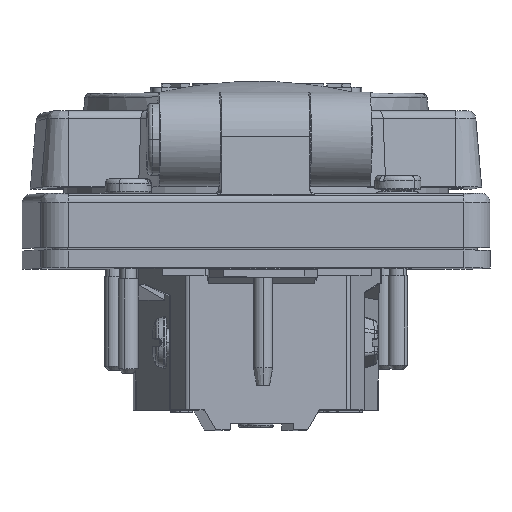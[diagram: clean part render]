
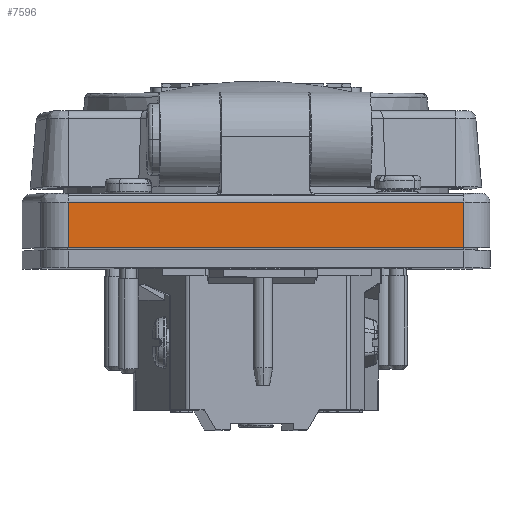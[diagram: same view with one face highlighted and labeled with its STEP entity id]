
A CAD part, top view. The second image highlights one B-rep face of the part: STEP entity #7596.
In plain terms, the highlighted planar face has unit normal (0.03, 0, 1).
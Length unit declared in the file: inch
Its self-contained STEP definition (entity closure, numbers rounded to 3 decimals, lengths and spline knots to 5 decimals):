
#1912 = VECTOR ( 'NONE', #34833, 39.37008 ) ;
#3299 = FACE_OUTER_BOUND ( 'NONE', #75071, .T. ) ;
#4389 = CARTESIAN_POINT ( 'NONE',  ( 25.17185, 37.91437, 53.42556 ) ) ;
#6679 = CARTESIAN_POINT ( 'NONE',  ( 22.4221, 37.60137, 53.50862 ) ) ;
#7596 = ADVANCED_FACE ( 'NONE', ( #3299 ), #65300, .F. ) ;
#10044 = ORIENTED_EDGE ( 'NONE', *, *, #57978, .F. ) ;
#10670 = CARTESIAN_POINT ( 'NONE',  ( 22.4221, 37.60137, 53.50862 ) ) ;
#11254 = LINE ( 'NONE', #38995, #42682 ) ;
#11583 = CARTESIAN_POINT ( 'NONE',  ( 22.4221, 37.60137, 53.50862 ) ) ;
#11634 = CARTESIAN_POINT ( 'NONE',  ( 22.4221, 37.60137, 53.50862 ) ) ;
#15133 = VERTEX_POINT ( 'NONE', #80941 ) ;
#15464 = VECTOR ( 'NONE', #33313, 39.37008 ) ;
#17801 = DIRECTION ( 'NONE',  ( -0.03, 0., -1. ) ) ;
#19129 = ORIENTED_EDGE ( 'NONE', *, *, #19892, .F. ) ;
#19478 = DIRECTION ( 'NONE',  ( 0., 1., 0. ) ) ;
#19892 = EDGE_CURVE ( 'NONE', #71905, #74557, #79279, .T. ) ;
#20967 = LINE ( 'NONE', #61439, #15464 ) ;
#24481 = DIRECTION ( 'NONE',  ( 1., 0., -0.03 ) ) ;
#25849 = VECTOR ( 'NONE', #19478, 39.37008 ) ;
#30574 = DIRECTION ( 'NONE',  ( 0., -1., 0. ) ) ;
#33313 = DIRECTION ( 'NONE',  ( 0., -1., 0. ) ) ;
#33418 = VERTEX_POINT ( 'NONE', #4389 ) ;
#34833 = DIRECTION ( 'NONE',  ( -1., 0., 0.03 ) ) ;
#38995 = CARTESIAN_POINT ( 'NONE',  ( 22.4221, 37.91437, 53.50862 ) ) ;
#42682 = VECTOR ( 'NONE', #24481, 39.37008 ) ;
#53023 = EDGE_CURVE ( 'NONE', #74557, #33418, #11254, .T. ) ;
#57978 = EDGE_CURVE ( 'NONE', #33418, #15133, #20967, .T. ) ;
#58833 = CARTESIAN_POINT ( 'NONE',  ( 22.4221, 37.91437, 53.50862 ) ) ;
#59828 = ORIENTED_EDGE ( 'NONE', *, *, #61956, .F. ) ;
#61038 = AXIS2_PLACEMENT_3D ( 'NONE', #11634, #17801, #30574 ) ;
#61439 = CARTESIAN_POINT ( 'NONE',  ( 25.17185, 37.60137, 53.42556 ) ) ;
#61956 = EDGE_CURVE ( 'NONE', #15133, #71905, #74370, .T. ) ;
#65300 = PLANE ( 'NONE',  #61038 ) ;
#71905 = VERTEX_POINT ( 'NONE', #10670 ) ;
#74370 = LINE ( 'NONE', #6679, #1912 ) ;
#74557 = VERTEX_POINT ( 'NONE', #58833 ) ;
#75071 = EDGE_LOOP ( 'NONE', ( #59828, #10044, #83211, #19129 ) ) ;
#79279 = LINE ( 'NONE', #11583, #25849 ) ;
#80941 = CARTESIAN_POINT ( 'NONE',  ( 25.17185, 37.60137, 53.42556 ) ) ;
#83211 = ORIENTED_EDGE ( 'NONE', *, *, #53023, .F. ) ;
